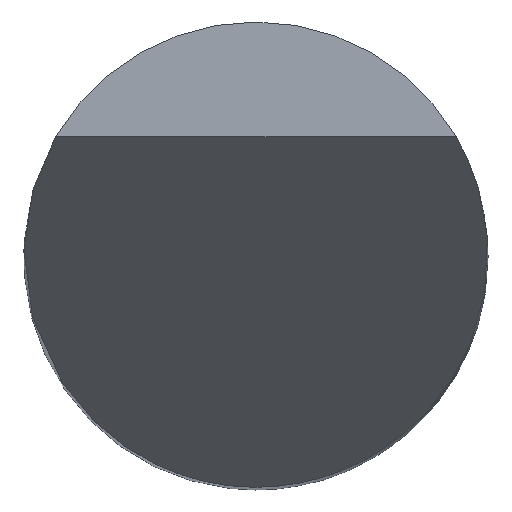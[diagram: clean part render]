
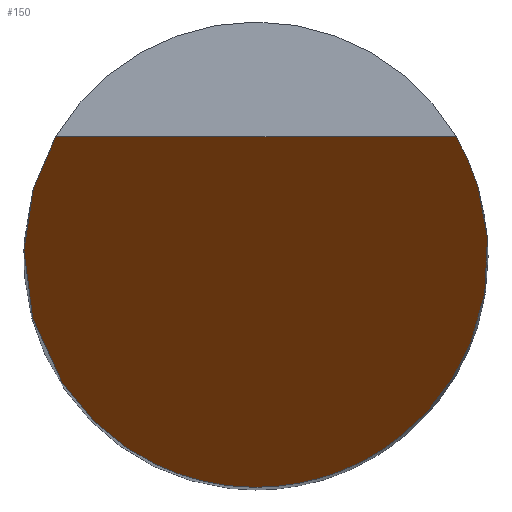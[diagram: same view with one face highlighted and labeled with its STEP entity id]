
A CAD part, top view. The second image highlights one B-rep face of the part: STEP entity #150.
In plain terms, the highlighted planar face has unit normal (0, -0.866, 0.5).
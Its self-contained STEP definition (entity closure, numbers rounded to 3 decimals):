
#76=PLANE('',#768);
#150=ADVANCED_FACE('',(#196),#76,.F.);
#196=FACE_OUTER_BOUND('',#236,.T.);
#236=EDGE_LOOP('',(#447,#448,#449));
#447=ORIENTED_EDGE('',*,*,#569,.T.);
#448=ORIENTED_EDGE('',*,*,#576,.T.);
#449=ORIENTED_EDGE('',*,*,#610,.T.);
#492=VERTEX_POINT('',#1242);
#494=VERTEX_POINT('',#1248);
#499=VERTEX_POINT('',#1266);
#569=EDGE_CURVE('',#494,#492,#673,.T.);
#576=EDGE_CURVE('',#492,#499,#674,.T.);
#610=EDGE_CURVE('',#499,#494,#634,.T.);
#634=LINE('',#1461,#658);
#658=VECTOR('',#915,1.);
#673=(
BOUNDED_CURVE()
B_SPLINE_CURVE(3,(#1244,#1245,#1246,#1247),.UNSPECIFIED.,.F.,.F.)
B_SPLINE_CURVE_WITH_KNOTS((4,4),(0.,1.),.UNSPECIFIED.)
CURVE()
GEOMETRIC_REPRESENTATION_ITEM()
RATIONAL_B_SPLINE_CURVE((1.,0.665,0.665,1.))
REPRESENTATION_ITEM('')
);
#674=(
BOUNDED_CURVE()
B_SPLINE_CURVE(3,(#1267,#1268,#1269,#1270),.UNSPECIFIED.,.F.,.F.)
B_SPLINE_CURVE_WITH_KNOTS((4,4),(0.,1.),.UNSPECIFIED.)
CURVE()
GEOMETRIC_REPRESENTATION_ITEM()
RATIONAL_B_SPLINE_CURVE((1.,0.665,0.665,1.))
REPRESENTATION_ITEM('')
);
#768=AXIS2_PLACEMENT_3D('',#1463,#918,#919);
#915=DIRECTION('',(-1.,0.,0.));
#918=DIRECTION('',(0.,0.866,-0.5));
#919=DIRECTION('',(0.,0.5,0.866));
#1242=CARTESIAN_POINT('',(0.,-2.,-3.464));
#1244=CARTESIAN_POINT('',(-1.726,1.01,1.75));
#1245=CARTESIAN_POINT('',(-2.605,-0.491,-0.85));
#1246=CARTESIAN_POINT('',(-1.74,-2.,-3.464));
#1247=CARTESIAN_POINT('',(0.,-2.,-3.464));
#1248=CARTESIAN_POINT('',(-1.726,1.01,1.75));
#1266=CARTESIAN_POINT('',(1.726,1.01,1.75));
#1267=CARTESIAN_POINT('',(0.,-2.,-3.464));
#1268=CARTESIAN_POINT('',(1.74,-2.,-3.464));
#1269=CARTESIAN_POINT('',(2.605,-0.491,-0.85));
#1270=CARTESIAN_POINT('',(1.726,1.01,1.75));
#1461=CARTESIAN_POINT('',(0.,1.01,1.75));
#1463=CARTESIAN_POINT('',(2.,-2.,-3.464));
